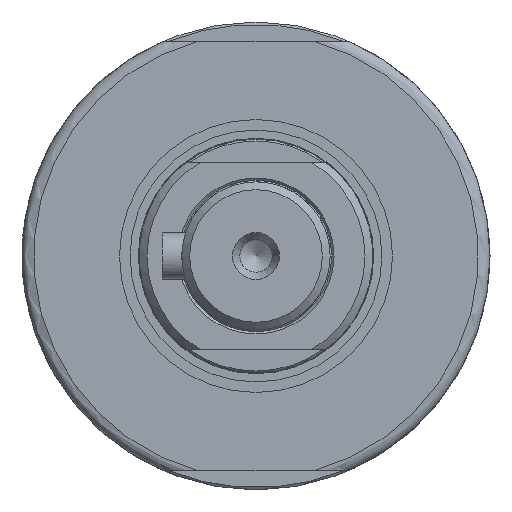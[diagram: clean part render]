
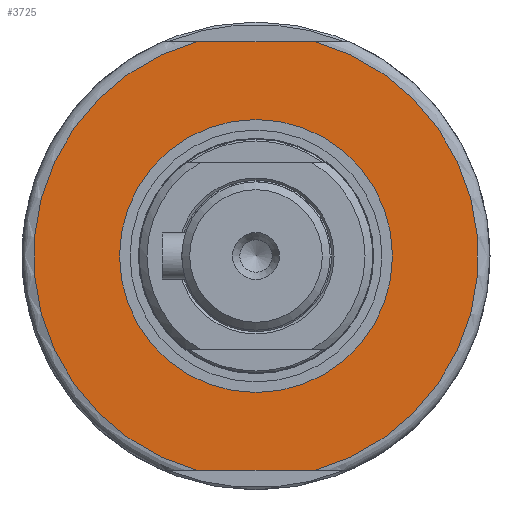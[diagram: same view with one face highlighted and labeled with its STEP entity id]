
A CAD part, left-side view. The second image highlights one B-rep face of the part: STEP entity #3725.
In plain terms, the highlighted planar face has unit normal (-1, 0, 0).
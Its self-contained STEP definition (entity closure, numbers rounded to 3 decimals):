
#354=LINE('',#6341,#625);
#355=LINE('',#6342,#626);
#625=VECTOR('',#5026,10.);
#626=VECTOR('',#5027,10.);
#728=FACE_BOUND('',#1113,.T.);
#891=FACE_OUTER_BOUND('',#1112,.T.);
#1112=EDGE_LOOP('',(#3052,#3053,#3054,#3055));
#1113=EDGE_LOOP('',(#3056,#3057));
#1297=CIRCLE('',#4078,17.5);
#1298=CIRCLE('',#4079,17.5);
#1308=CIRCLE('',#4092,28.5);
#1311=CIRCLE('',#4096,28.5);
#1621=VERTEX_POINT('',#6243);
#1622=VERTEX_POINT('',#6245);
#1633=VERTEX_POINT('',#6272);
#1634=VERTEX_POINT('',#6287);
#1636=VERTEX_POINT('',#6306);
#1639=VERTEX_POINT('',#6324);
#2103=EDGE_CURVE('',#1622,#1621,#1297,.T.);
#2104=EDGE_CURVE('',#1621,#1622,#1298,.T.);
#2117=EDGE_CURVE('',#1633,#1634,#1308,.T.);
#2123=EDGE_CURVE('',#1639,#1636,#1311,.T.);
#2124=EDGE_CURVE('',#1633,#1636,#354,.T.);
#2125=EDGE_CURVE('',#1639,#1634,#355,.T.);
#3052=ORIENTED_EDGE('',*,*,#2124,.T.);
#3053=ORIENTED_EDGE('',*,*,#2123,.F.);
#3054=ORIENTED_EDGE('',*,*,#2125,.T.);
#3055=ORIENTED_EDGE('',*,*,#2117,.F.);
#3056=ORIENTED_EDGE('',*,*,#2103,.T.);
#3057=ORIENTED_EDGE('',*,*,#2104,.T.);
#3358=PLANE('',#4097);
#3725=ADVANCED_FACE('',(#891,#728),#3358,.T.);
#4078=AXIS2_PLACEMENT_3D('',#6246,#4984,#4985);
#4079=AXIS2_PLACEMENT_3D('',#6247,#4986,#4987);
#4092=AXIS2_PLACEMENT_3D('',#6288,#5014,#5015);
#4096=AXIS2_PLACEMENT_3D('',#6339,#5022,#5023);
#4097=AXIS2_PLACEMENT_3D('',#6340,#5024,#5025);
#4984=DIRECTION('center_axis',(1.,0.,0.));
#4985=DIRECTION('ref_axis',(0.,-1.,0.));
#4986=DIRECTION('center_axis',(1.,0.,0.));
#4987=DIRECTION('ref_axis',(0.,-1.,0.));
#5014=DIRECTION('center_axis',(1.,0.,0.));
#5015=DIRECTION('ref_axis',(0.,-1.,0.));
#5022=DIRECTION('center_axis',(1.,0.,0.));
#5023=DIRECTION('ref_axis',(0.,-1.,0.));
#5024=DIRECTION('center_axis',(-1.,0.,0.));
#5025=DIRECTION('ref_axis',(0.,0.,
-1.));
#5026=DIRECTION('',(0.,-1.,0.));
#5027=DIRECTION('',(0.,1.,0.));
#6243=CARTESIAN_POINT('',(-158.,17.5,0.));
#6245=CARTESIAN_POINT('',(-158.,-17.5,0.));
#6246=CARTESIAN_POINT('Origin',(-158.,0.,0.));
#6247=CARTESIAN_POINT('Origin',(-158.,0.,0.));
#6272=CARTESIAN_POINT('',(-158.,7.483,-27.5));
#6287=CARTESIAN_POINT('',(-158.,7.483,27.5));
#6288=CARTESIAN_POINT('Origin',(-158.,0.,0.));
#6306=CARTESIAN_POINT('',(-158.,-7.483,-27.5));
#6324=CARTESIAN_POINT('',(-158.,-7.483,27.5));
#6339=CARTESIAN_POINT('Origin',(-158.,0.,0.));
#6340=CARTESIAN_POINT('Origin',(-158.,-23.,0.));
#6341=CARTESIAN_POINT('',(-158.,-24.063,-27.5));
#6342=CARTESIAN_POINT('',(-158.,1.553,27.5));
